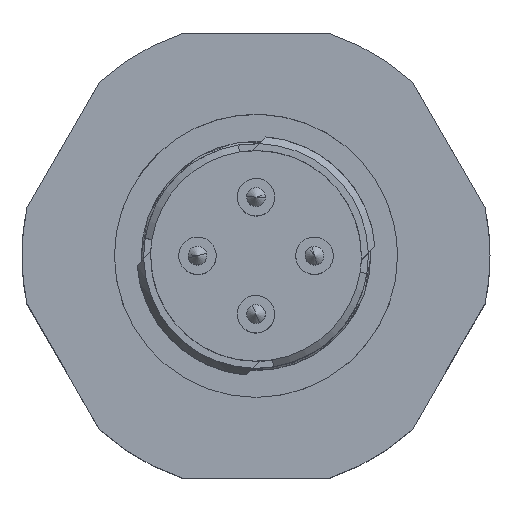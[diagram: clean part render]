
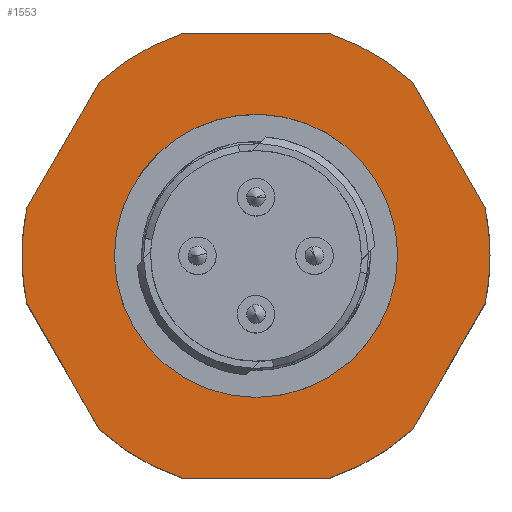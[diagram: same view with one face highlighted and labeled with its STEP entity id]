
A CAD part, top view. The second image highlights one B-rep face of the part: STEP entity #1553.
In plain terms, the highlighted planar face has unit normal (0, 0, 1).
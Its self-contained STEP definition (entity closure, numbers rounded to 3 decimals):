
#1331=AXIS2_PLACEMENT_3D('Circle Axis2P3D',#1329,#1330,$) ;
#1409=AXIS2_PLACEMENT_3D('Plane Axis2P3D',#1406,#1407,#1408) ;
#1286=CARTESIAN_POINT('Control Point',(3.95,9.5,20.5)) ;
#1287=CARTESIAN_POINT('Control Point',(3.95,10.45,20.5)) ;
#1288=CARTESIAN_POINT('Control Point',(4.137,11.401,20.5)) ;
#1289=CARTESIAN_POINT('Control Point',(4.51,12.302,20.5)) ;
#1290=CARTESIAN_POINT('Control Point',(5.59,13.91,20.5)) ;
#1291=CARTESIAN_POINT('Control Point',(7.198,14.99,20.5)) ;
#1292=CARTESIAN_POINT('Control Point',(8.099,15.363,20.5)) ;
#1293=CARTESIAN_POINT('Control Point',(10.,15.737,20.5)) ;
#1294=CARTESIAN_POINT('Control Point',(11.901,15.363,20.5)) ;
#1295=CARTESIAN_POINT('Control Point',(12.802,14.99,20.5)) ;
#1296=CARTESIAN_POINT('Control Point',(14.41,13.91,20.5)) ;
#1297=CARTESIAN_POINT('Control Point',(15.49,12.302,20.5)) ;
#1298=CARTESIAN_POINT('Control Point',(15.863,11.401,20.5)) ;
#1299=CARTESIAN_POINT('Control Point',(16.05,10.45,20.5)) ;
#1300=CARTESIAN_POINT('Control Point',(16.05,9.5,20.5)) ;
#1301=CARTESIAN_POINT('Vertex',(3.95,9.5,20.5)) ;
#1303=CARTESIAN_POINT('Vertex',(16.05,9.5,20.5)) ;
#1329=CARTESIAN_POINT('Axis2P3D Location',(10.,9.5,20.5)) ;
#1406=CARTESIAN_POINT('Axis2P3D Location',(18.025,9.5,20.5)) ;
#1411=CARTESIAN_POINT('Line Origine',(18.227,14.25,20.5)) ;
#1415=CARTESIAN_POINT('Vertex',(19.788,11.546,20.5)) ;
#1417=CARTESIAN_POINT('Vertex',(16.666,16.954,20.5)) ;
#1421=CARTESIAN_POINT('Control Point',(13.122,19.,20.5)) ;
#1422=CARTESIAN_POINT('Control Point',(13.905,18.743,20.5)) ;
#1423=CARTESIAN_POINT('Control Point',(14.662,18.405,20.5)) ;
#1424=CARTESIAN_POINT('Control Point',(15.381,17.99,20.5)) ;
#1425=CARTESIAN_POINT('Control Point',(16.052,17.504,20.5)) ;
#1426=CARTESIAN_POINT('Control Point',(16.666,16.954,20.5)) ;
#1427=CARTESIAN_POINT('Vertex',(13.122,19.,20.5)) ;
#1430=CARTESIAN_POINT('Line Origine',(10.,19.,20.5)) ;
#1434=CARTESIAN_POINT('Vertex',(6.878,19.,20.5)) ;
#1438=CARTESIAN_POINT('Control Point',(3.334,16.954,20.5)) ;
#1439=CARTESIAN_POINT('Control Point',(3.948,17.504,20.5)) ;
#1440=CARTESIAN_POINT('Control Point',(4.619,17.99,20.5)) ;
#1441=CARTESIAN_POINT('Control Point',(5.338,18.405,20.5)) ;
#1442=CARTESIAN_POINT('Control Point',(6.095,18.743,20.5)) ;
#1443=CARTESIAN_POINT('Control Point',(6.878,19.,20.5)) ;
#1444=CARTESIAN_POINT('Vertex',(3.334,16.954,20.5)) ;
#1447=CARTESIAN_POINT('Line Origine',(1.773,14.25,20.5)) ;
#1451=CARTESIAN_POINT('Vertex',(0.212,11.546,20.5)) ;
#1455=CARTESIAN_POINT('Control Point',(0.,9.5,20.5)) ;
#1456=CARTESIAN_POINT('Control Point',(0.,9.912,20.5)) ;
#1457=CARTESIAN_POINT('Control Point',(0.021,10.324,20.5)) ;
#1458=CARTESIAN_POINT('Control Point',(0.064,10.735,20.5)) ;
#1459=CARTESIAN_POINT('Control Point',(0.127,11.142,20.5)) ;
#1460=CARTESIAN_POINT('Control Point',(0.212,11.546,20.5)) ;
#1461=CARTESIAN_POINT('Vertex',(0.,9.5,20.5)) ;
#1465=CARTESIAN_POINT('Control Point',(0.212,7.454,20.5)) ;
#1466=CARTESIAN_POINT('Control Point',(0.127,7.858,20.5)) ;
#1467=CARTESIAN_POINT('Control Point',(0.064,8.265,20.5)) ;
#1468=CARTESIAN_POINT('Control Point',(0.021,8.676,20.5)) ;
#1469=CARTESIAN_POINT('Control Point',(0.,9.088,20.5)) ;
#1470=CARTESIAN_POINT('Control Point',(0.,9.5,20.5)) ;
#1471=CARTESIAN_POINT('Vertex',(0.212,7.454,20.5)) ;
#1474=CARTESIAN_POINT('Line Origine',(1.773,4.75,20.5)) ;
#1478=CARTESIAN_POINT('Vertex',(3.334,2.046,20.5)) ;
#1482=CARTESIAN_POINT('Control Point',(6.878,0.,20.5)) ;
#1483=CARTESIAN_POINT('Control Point',(6.095,0.257,20.5)) ;
#1484=CARTESIAN_POINT('Control Point',(5.338,0.595,20.5)) ;
#1485=CARTESIAN_POINT('Control Point',(4.619,1.01,20.5)) ;
#1486=CARTESIAN_POINT('Control Point',(3.948,1.496,20.5)) ;
#1487=CARTESIAN_POINT('Control Point',(3.334,2.046,20.5)) ;
#1488=CARTESIAN_POINT('Vertex',(6.878,0.,20.5)) ;
#1491=CARTESIAN_POINT('Line Origine',(10.,0.,20.5)) ;
#1495=CARTESIAN_POINT('Vertex',(13.122,0.,20.5)) ;
#1499=CARTESIAN_POINT('Control Point',(16.666,2.046,20.5)) ;
#1500=CARTESIAN_POINT('Control Point',(16.052,1.496,20.5)) ;
#1501=CARTESIAN_POINT('Control Point',(15.381,1.01,20.5)) ;
#1502=CARTESIAN_POINT('Control Point',(14.662,0.595,20.5)) ;
#1503=CARTESIAN_POINT('Control Point',(13.905,0.257,20.5)) ;
#1504=CARTESIAN_POINT('Control Point',(13.122,0.,20.5)) ;
#1505=CARTESIAN_POINT('Vertex',(16.666,2.046,20.5)) ;
#1508=CARTESIAN_POINT('Line Origine',(18.227,4.75,20.5)) ;
#1512=CARTESIAN_POINT('Vertex',(19.788,7.454,20.5)) ;
#1516=CARTESIAN_POINT('Control Point',(20.,9.5,20.5)) ;
#1517=CARTESIAN_POINT('Control Point',(20.,9.088,20.5)) ;
#1518=CARTESIAN_POINT('Control Point',(19.979,8.676,20.5)) ;
#1519=CARTESIAN_POINT('Control Point',(19.936,8.265,20.5)) ;
#1520=CARTESIAN_POINT('Control Point',(19.873,7.858,20.5)) ;
#1521=CARTESIAN_POINT('Control Point',(19.788,7.454,20.5)) ;
#1522=CARTESIAN_POINT('Vertex',(20.,9.5,20.5)) ;
#1526=CARTESIAN_POINT('Control Point',(19.788,11.546,20.5)) ;
#1527=CARTESIAN_POINT('Control Point',(19.873,11.142,20.5)) ;
#1528=CARTESIAN_POINT('Control Point',(19.936,10.735,20.5)) ;
#1529=CARTESIAN_POINT('Control Point',(19.979,10.324,20.5)) ;
#1530=CARTESIAN_POINT('Control Point',(20.,9.912,20.5)) ;
#1531=CARTESIAN_POINT('Control Point',(20.,9.5,20.5)) ;
#1330=DIRECTION('Axis2P3D Direction',(0.,0.,-1.)) ;
#1407=DIRECTION('Axis2P3D Direction',(0.,0.,1.)) ;
#1408=DIRECTION('Axis2P3D XDirection',(0.,-1.,0.)) ;
#1412=DIRECTION('Vector Direction',(-0.5,0.866,0.)) ;
#1431=DIRECTION('Vector Direction',(-1.,0.,0.)) ;
#1448=DIRECTION('Vector Direction',(-0.5,-0.866,0.)) ;
#1475=DIRECTION('Vector Direction',(0.5,-0.866,0.)) ;
#1492=DIRECTION('Vector Direction',(1.,0.,0.)) ;
#1509=DIRECTION('Vector Direction',(0.5,0.866,0.)) ;
#1413=VECTOR('Line Direction',#1412,1.) ;
#1432=VECTOR('Line Direction',#1431,1.) ;
#1449=VECTOR('Line Direction',#1448,1.) ;
#1476=VECTOR('Line Direction',#1475,1.) ;
#1493=VECTOR('Line Direction',#1492,1.) ;
#1510=VECTOR('Line Direction',#1509,1.) ;
#1534=ORIENTED_EDGE('',*,*,#1419,.T.) ;
#1535=ORIENTED_EDGE('',*,*,#1429,.F.) ;
#1536=ORIENTED_EDGE('',*,*,#1436,.T.) ;
#1537=ORIENTED_EDGE('',*,*,#1446,.F.) ;
#1538=ORIENTED_EDGE('',*,*,#1453,.T.) ;
#1539=ORIENTED_EDGE('',*,*,#1463,.F.) ;
#1540=ORIENTED_EDGE('',*,*,#1473,.F.) ;
#1541=ORIENTED_EDGE('',*,*,#1480,.T.) ;
#1542=ORIENTED_EDGE('',*,*,#1490,.F.) ;
#1543=ORIENTED_EDGE('',*,*,#1497,.T.) ;
#1544=ORIENTED_EDGE('',*,*,#1507,.F.) ;
#1545=ORIENTED_EDGE('',*,*,#1514,.T.) ;
#1546=ORIENTED_EDGE('',*,*,#1524,.F.) ;
#1547=ORIENTED_EDGE('',*,*,#1532,.F.) ;
#1550=ORIENTED_EDGE('',*,*,#1333,.T.) ;
#1551=ORIENTED_EDGE('',*,*,#1305,.T.) ;
#1552=FACE_BOUND('',#1549,.T.) ;
#1553=ADVANCED_FACE('V1',(#1548,#1552),#1410,.T.) ;
#1285=B_SPLINE_CURVE_WITH_KNOTS('',5,(#1286,#1287,#1288,#1289,#1290,#1291,#1292,#1293,#1294,#1295,#1296,#1297,#1298,#1299,#1300),.UNSPECIFIED.,.F.,.U.,(6,3,3,3,6),(-9.503,-4.752,0.,4.752,9.503),.UNSPECIFIED.) ;
#1420=B_SPLINE_CURVE_WITH_KNOTS('',5,(#1421,#1422,#1423,#1424,#1425,#1426),.UNSPECIFIED.,.F.,.U.,(6,6),(0.,5.828),.UNSPECIFIED.) ;
#1437=B_SPLINE_CURVE_WITH_KNOTS('',5,(#1438,#1439,#1440,#1441,#1442,#1443),.UNSPECIFIED.,.F.,.U.,(6,6),(0.,5.828),.UNSPECIFIED.) ;
#1454=B_SPLINE_CURVE_WITH_KNOTS('',5,(#1455,#1456,#1457,#1458,#1459,#1460),.UNSPECIFIED.,.F.,.U.,(6,6),(2.914,5.828),.UNSPECIFIED.) ;
#1464=B_SPLINE_CURVE_WITH_KNOTS('',5,(#1465,#1466,#1467,#1468,#1469,#1470),.UNSPECIFIED.,.F.,.U.,(6,6),(0.,2.914),.UNSPECIFIED.) ;
#1481=B_SPLINE_CURVE_WITH_KNOTS('',5,(#1482,#1483,#1484,#1485,#1486,#1487),.UNSPECIFIED.,.F.,.U.,(6,6),(0.,5.828),.UNSPECIFIED.) ;
#1498=B_SPLINE_CURVE_WITH_KNOTS('',5,(#1499,#1500,#1501,#1502,#1503,#1504),.UNSPECIFIED.,.F.,.U.,(6,6),(0.,5.828),.UNSPECIFIED.) ;
#1515=B_SPLINE_CURVE_WITH_KNOTS('',5,(#1516,#1517,#1518,#1519,#1520,#1521),.UNSPECIFIED.,.F.,.U.,(6,6),(2.914,5.828),.UNSPECIFIED.) ;
#1525=B_SPLINE_CURVE_WITH_KNOTS('',5,(#1526,#1527,#1528,#1529,#1530,#1531),.UNSPECIFIED.,.F.,.U.,(6,6),(0.,2.914),.UNSPECIFIED.) ;
#1332=CIRCLE('generated circle',#1331,6.05) ;
#1305=EDGE_CURVE('',#1302,#1304,#1285,.T.) ;
#1333=EDGE_CURVE('',#1304,#1302,#1332,.T.) ;
#1419=EDGE_CURVE('',#1416,#1418,#1414,.T.) ;
#1429=EDGE_CURVE('',#1428,#1418,#1420,.T.) ;
#1436=EDGE_CURVE('',#1428,#1435,#1433,.T.) ;
#1446=EDGE_CURVE('',#1445,#1435,#1437,.T.) ;
#1453=EDGE_CURVE('',#1445,#1452,#1450,.T.) ;
#1463=EDGE_CURVE('',#1462,#1452,#1454,.T.) ;
#1473=EDGE_CURVE('',#1472,#1462,#1464,.T.) ;
#1480=EDGE_CURVE('',#1472,#1479,#1477,.T.) ;
#1490=EDGE_CURVE('',#1489,#1479,#1481,.T.) ;
#1497=EDGE_CURVE('',#1489,#1496,#1494,.T.) ;
#1507=EDGE_CURVE('',#1506,#1496,#1498,.T.) ;
#1514=EDGE_CURVE('',#1506,#1513,#1511,.T.) ;
#1524=EDGE_CURVE('',#1523,#1513,#1515,.T.) ;
#1532=EDGE_CURVE('',#1416,#1523,#1525,.T.) ;
#1533=EDGE_LOOP('',(#1534,#1535,#1536,#1537,#1538,#1539,#1540,#1541,#1542,#1543,#1544,#1545,#1546,#1547)) ;
#1549=EDGE_LOOP('',(#1550,#1551)) ;
#1548=FACE_OUTER_BOUND('',#1533,.T.) ;
#1414=LINE('Line',#1411,#1413) ;
#1433=LINE('Line',#1430,#1432) ;
#1450=LINE('Line',#1447,#1449) ;
#1477=LINE('Line',#1474,#1476) ;
#1494=LINE('Line',#1491,#1493) ;
#1511=LINE('Line',#1508,#1510) ;
#1410=PLANE('',#1409) ;
#1302=VERTEX_POINT('',#1301) ;
#1304=VERTEX_POINT('',#1303) ;
#1416=VERTEX_POINT('',#1415) ;
#1418=VERTEX_POINT('',#1417) ;
#1428=VERTEX_POINT('',#1427) ;
#1435=VERTEX_POINT('',#1434) ;
#1445=VERTEX_POINT('',#1444) ;
#1452=VERTEX_POINT('',#1451) ;
#1462=VERTEX_POINT('',#1461) ;
#1472=VERTEX_POINT('',#1471) ;
#1479=VERTEX_POINT('',#1478) ;
#1489=VERTEX_POINT('',#1488) ;
#1496=VERTEX_POINT('',#1495) ;
#1506=VERTEX_POINT('',#1505) ;
#1513=VERTEX_POINT('',#1512) ;
#1523=VERTEX_POINT('',#1522) ;
